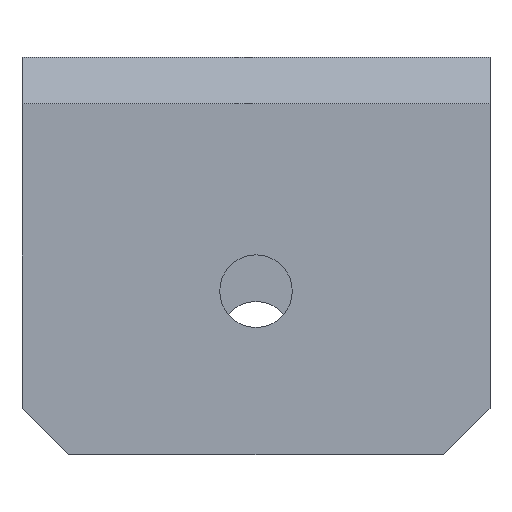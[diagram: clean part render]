
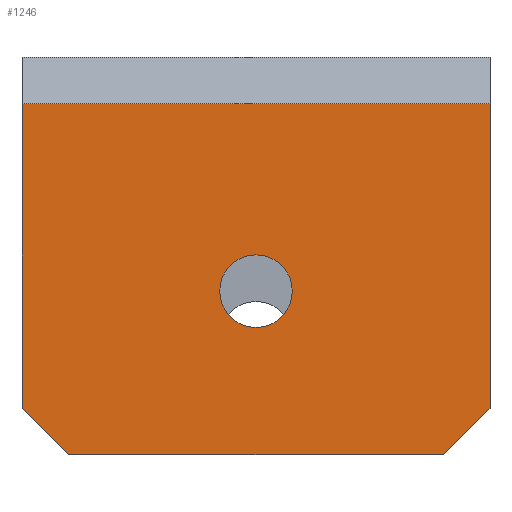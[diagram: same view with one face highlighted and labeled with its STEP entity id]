
A CAD part, front view. The second image highlights one B-rep face of the part: STEP entity #1246.
In plain terms, the highlighted planar face has unit normal (0, -1, 0).
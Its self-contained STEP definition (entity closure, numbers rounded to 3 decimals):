
#44 = PLANE('',#45);
#45 = AXIS2_PLACEMENT_3D('',#46,#47,#48);
#46 = CARTESIAN_POINT('',(-10.,-27.,0.));
#47 = DIRECTION('',(-1.,0.,0.));
#48 = DIRECTION('',(0.,1.,0.));
#100 = PLANE('',#101);
#101 = AXIS2_PLACEMENT_3D('',#102,#103,#104);
#102 = CARTESIAN_POINT('',(10.,27.,0.));
#103 = DIRECTION('',(1.,0.,0.));
#104 = DIRECTION('',(0.,-1.,0.));
#263 = VERTEX_POINT('',#264);
#264 = CARTESIAN_POINT('',(-10.,-27.,2.));
#278 = PLANE('',#279);
#279 = AXIS2_PLACEMENT_3D('',#280,#281,#282);
#280 = CARTESIAN_POINT('',(-9.,-27.,1.));
#281 = DIRECTION('',(0.707,0.,0.707));
#282 = DIRECTION('',(-0.,-1.,-0.));
#290 = EDGE_CURVE('',#263,#291,#293,.T.);
#291 = VERTEX_POINT('',#292);
#292 = CARTESIAN_POINT('',(-10.,-27.,15.));
#293 = SURFACE_CURVE('',#294,(#298,#305),.PCURVE_S1.);
#294 = LINE('',#295,#296);
#295 = CARTESIAN_POINT('',(-10.,-27.,0.));
#296 = VECTOR('',#297,1.);
#297 = DIRECTION('',(0.,0.,1.));
#298 = PCURVE('',#44,#299);
#299 = DEFINITIONAL_REPRESENTATION('',(#300),#304);
#300 = LINE('',#301,#302);
#301 = CARTESIAN_POINT('',(0.,0.));
#302 = VECTOR('',#303,1.);
#303 = DIRECTION('',(0.,-1.));
#304 = ( GEOMETRIC_REPRESENTATION_CONTEXT(2) 
PARAMETRIC_REPRESENTATION_CONTEXT() REPRESENTATION_CONTEXT('2D SPACE',''
  ) );
#305 = PCURVE('',#306,#311);
#306 = PLANE('',#307);
#307 = AXIS2_PLACEMENT_3D('',#308,#309,#310);
#308 = CARTESIAN_POINT('',(10.,-27.,0.));
#309 = DIRECTION('',(0.,-1.,0.));
#310 = DIRECTION('',(-1.,0.,0.));
#311 = DEFINITIONAL_REPRESENTATION('',(#312),#316);
#312 = LINE('',#313,#314);
#313 = CARTESIAN_POINT('',(20.,0.));
#314 = VECTOR('',#315,1.);
#315 = DIRECTION('',(0.,-1.));
#316 = ( GEOMETRIC_REPRESENTATION_CONTEXT(2) 
PARAMETRIC_REPRESENTATION_CONTEXT() REPRESENTATION_CONTEXT('2D SPACE',''
  ) );
#334 = PLANE('',#335);
#335 = AXIS2_PLACEMENT_3D('',#336,#337,#338);
#336 = CARTESIAN_POINT('',(10.,-26.,16.));
#337 = DIRECTION('',(0.,-0.707,0.707));
#338 = DIRECTION('',(-1.,0.,0.));
#809 = VERTEX_POINT('',#810);
#810 = CARTESIAN_POINT('',(10.,-27.,15.));
#831 = EDGE_CURVE('',#832,#809,#834,.T.);
#832 = VERTEX_POINT('',#833);
#833 = CARTESIAN_POINT('',(10.,-27.,2.));
#834 = SURFACE_CURVE('',#835,(#839,#846),.PCURVE_S1.);
#835 = LINE('',#836,#837);
#836 = CARTESIAN_POINT('',(10.,-27.,0.));
#837 = VECTOR('',#838,1.);
#838 = DIRECTION('',(0.,0.,1.));
#839 = PCURVE('',#100,#840);
#840 = DEFINITIONAL_REPRESENTATION('',(#841),#845);
#841 = LINE('',#842,#843);
#842 = CARTESIAN_POINT('',(54.,0.));
#843 = VECTOR('',#844,1.);
#844 = DIRECTION('',(0.,-1.));
#845 = ( GEOMETRIC_REPRESENTATION_CONTEXT(2) 
PARAMETRIC_REPRESENTATION_CONTEXT() REPRESENTATION_CONTEXT('2D SPACE',''
  ) );
#846 = PCURVE('',#306,#847);
#847 = DEFINITIONAL_REPRESENTATION('',(#848),#852);
#848 = LINE('',#849,#850);
#849 = CARTESIAN_POINT('',(0.,-0.));
#850 = VECTOR('',#851,1.);
#851 = DIRECTION('',(0.,-1.));
#852 = ( GEOMETRIC_REPRESENTATION_CONTEXT(2) 
PARAMETRIC_REPRESENTATION_CONTEXT() REPRESENTATION_CONTEXT('2D SPACE',''
  ) );
#870 = PLANE('',#871);
#871 = AXIS2_PLACEMENT_3D('',#872,#873,#874);
#872 = CARTESIAN_POINT('',(9.,-20.25,1.));
#873 = DIRECTION('',(-0.707,0.,0.707));
#874 = DIRECTION('',(-0.,1.,-0.));
#1068 = PLANE('',#1069);
#1069 = AXIS2_PLACEMENT_3D('',#1070,#1071,#1072);
#1070 = CARTESIAN_POINT('',(0.,0.,0.));
#1071 = DIRECTION('',(0.,0.,1.));
#1072 = DIRECTION('',(1.,0.,0.));
#1139 = EDGE_CURVE('',#263,#1140,#1142,.T.);
#1140 = VERTEX_POINT('',#1141);
#1141 = CARTESIAN_POINT('',(-8.,-27.,0.));
#1142 = SURFACE_CURVE('',#1143,(#1147,#1154),.PCURVE_S1.);
#1143 = LINE('',#1144,#1145);
#1144 = CARTESIAN_POINT('',(-4.,-27.,-4.));
#1145 = VECTOR('',#1146,1.);
#1146 = DIRECTION('',(0.707,0.,-0.707));
#1147 = PCURVE('',#278,#1148);
#1148 = DEFINITIONAL_REPRESENTATION('',(#1149),#1153);
#1149 = LINE('',#1150,#1151);
#1150 = CARTESIAN_POINT('',(-0.,7.071));
#1151 = VECTOR('',#1152,1.);
#1152 = DIRECTION('',(-0.,1.));
#1153 = ( GEOMETRIC_REPRESENTATION_CONTEXT(2) 
PARAMETRIC_REPRESENTATION_CONTEXT() REPRESENTATION_CONTEXT('2D SPACE',''
  ) );
#1154 = PCURVE('',#306,#1155);
#1155 = DEFINITIONAL_REPRESENTATION('',(#1156),#1160);
#1156 = LINE('',#1157,#1158);
#1157 = CARTESIAN_POINT('',(14.,4.));
#1158 = VECTOR('',#1159,1.);
#1159 = DIRECTION('',(-0.707,0.707));
#1160 = ( GEOMETRIC_REPRESENTATION_CONTEXT(2) 
PARAMETRIC_REPRESENTATION_CONTEXT() REPRESENTATION_CONTEXT('2D SPACE',''
  ) );
#1246 = ADVANCED_FACE('',(#1247,#1317),#306,.T.);
#1247 = FACE_BOUND('',#1248,.T.);
#1248 = EDGE_LOOP('',(#1249,#1250,#1271,#1272,#1273,#1296));
#1249 = ORIENTED_EDGE('',*,*,#831,.T.);
#1250 = ORIENTED_EDGE('',*,*,#1251,.T.);
#1251 = EDGE_CURVE('',#809,#291,#1252,.T.);
#1252 = SURFACE_CURVE('',#1253,(#1257,#1264),.PCURVE_S1.);
#1253 = LINE('',#1254,#1255);
#1254 = CARTESIAN_POINT('',(10.,-27.,15.));
#1255 = VECTOR('',#1256,1.);
#1256 = DIRECTION('',(-1.,0.,0.));
#1257 = PCURVE('',#306,#1258);
#1258 = DEFINITIONAL_REPRESENTATION('',(#1259),#1263);
#1259 = LINE('',#1260,#1261);
#1260 = CARTESIAN_POINT('',(0.,-15.));
#1261 = VECTOR('',#1262,1.);
#1262 = DIRECTION('',(1.,0.));
#1263 = ( GEOMETRIC_REPRESENTATION_CONTEXT(2) 
PARAMETRIC_REPRESENTATION_CONTEXT() REPRESENTATION_CONTEXT('2D SPACE',''
  ) );
#1264 = PCURVE('',#334,#1265);
#1265 = DEFINITIONAL_REPRESENTATION('',(#1266),#1270);
#1266 = LINE('',#1267,#1268);
#1267 = CARTESIAN_POINT('',(-0.,1.414));
#1268 = VECTOR('',#1269,1.);
#1269 = DIRECTION('',(1.,0.));
#1270 = ( GEOMETRIC_REPRESENTATION_CONTEXT(2) 
PARAMETRIC_REPRESENTATION_CONTEXT() REPRESENTATION_CONTEXT('2D SPACE',''
  ) );
#1271 = ORIENTED_EDGE('',*,*,#290,.F.);
#1272 = ORIENTED_EDGE('',*,*,#1139,.T.);
#1273 = ORIENTED_EDGE('',*,*,#1274,.F.);
#1274 = EDGE_CURVE('',#1275,#1140,#1277,.T.);
#1275 = VERTEX_POINT('',#1276);
#1276 = CARTESIAN_POINT('',(8.,-27.,0.));
#1277 = SURFACE_CURVE('',#1278,(#1282,#1289),.PCURVE_S1.);
#1278 = LINE('',#1279,#1280);
#1279 = CARTESIAN_POINT('',(10.,-27.,0.));
#1280 = VECTOR('',#1281,1.);
#1281 = DIRECTION('',(-1.,0.,0.));
#1282 = PCURVE('',#306,#1283);
#1283 = DEFINITIONAL_REPRESENTATION('',(#1284),#1288);
#1284 = LINE('',#1285,#1286);
#1285 = CARTESIAN_POINT('',(0.,-0.));
#1286 = VECTOR('',#1287,1.);
#1287 = DIRECTION('',(1.,0.));
#1288 = ( GEOMETRIC_REPRESENTATION_CONTEXT(2) 
PARAMETRIC_REPRESENTATION_CONTEXT() REPRESENTATION_CONTEXT('2D SPACE',''
  ) );
#1289 = PCURVE('',#1068,#1290);
#1290 = DEFINITIONAL_REPRESENTATION('',(#1291),#1295);
#1291 = LINE('',#1292,#1293);
#1292 = CARTESIAN_POINT('',(10.,-27.));
#1293 = VECTOR('',#1294,1.);
#1294 = DIRECTION('',(-1.,0.));
#1295 = ( GEOMETRIC_REPRESENTATION_CONTEXT(2) 
PARAMETRIC_REPRESENTATION_CONTEXT() REPRESENTATION_CONTEXT('2D SPACE',''
  ) );
#1296 = ORIENTED_EDGE('',*,*,#1297,.F.);
#1297 = EDGE_CURVE('',#832,#1275,#1298,.T.);
#1298 = SURFACE_CURVE('',#1299,(#1303,#1310),.PCURVE_S1.);
#1299 = LINE('',#1300,#1301);
#1300 = CARTESIAN_POINT('',(9.,-27.,1.));
#1301 = VECTOR('',#1302,1.);
#1302 = DIRECTION('',(-0.707,-0.,-0.707));
#1303 = PCURVE('',#306,#1304);
#1304 = DEFINITIONAL_REPRESENTATION('',(#1305),#1309);
#1305 = LINE('',#1306,#1307);
#1306 = CARTESIAN_POINT('',(1.,-1.));
#1307 = VECTOR('',#1308,1.);
#1308 = DIRECTION('',(0.707,0.707));
#1309 = ( GEOMETRIC_REPRESENTATION_CONTEXT(2) 
PARAMETRIC_REPRESENTATION_CONTEXT() REPRESENTATION_CONTEXT('2D SPACE',''
  ) );
#1310 = PCURVE('',#870,#1311);
#1311 = DEFINITIONAL_REPRESENTATION('',(#1312),#1316);
#1312 = LINE('',#1313,#1314);
#1313 = CARTESIAN_POINT('',(-6.75,0.));
#1314 = VECTOR('',#1315,1.);
#1315 = DIRECTION('',(-0.,1.));
#1316 = ( GEOMETRIC_REPRESENTATION_CONTEXT(2) 
PARAMETRIC_REPRESENTATION_CONTEXT() REPRESENTATION_CONTEXT('2D SPACE',''
  ) );
#1317 = FACE_BOUND('',#1318,.T.);
#1318 = EDGE_LOOP('',(#1319));
#1319 = ORIENTED_EDGE('',*,*,#1320,.T.);
#1320 = EDGE_CURVE('',#1321,#1321,#1323,.T.);
#1321 = VERTEX_POINT('',#1322);
#1322 = CARTESIAN_POINT('',(1.55,-27.,7.));
#1323 = SURFACE_CURVE('',#1324,(#1329,#1340),.PCURVE_S1.);
#1324 = CIRCLE('',#1325,1.55);
#1325 = AXIS2_PLACEMENT_3D('',#1326,#1327,#1328);
#1326 = CARTESIAN_POINT('',(0.,-27.,7.));
#1327 = DIRECTION('',(-0.,1.,0.));
#1328 = DIRECTION('',(1.,0.,0.));
#1329 = PCURVE('',#306,#1330);
#1330 = DEFINITIONAL_REPRESENTATION('',(#1331),#1339);
#1331 = ( BOUNDED_CURVE() B_SPLINE_CURVE(2,(#1332,#1333,#1334,#1335,
#1336,#1337,#1338),.UNSPECIFIED.,.T.,.F.) B_SPLINE_CURVE_WITH_KNOTS((1,2
    ,2,2,2,1),(-2.094,0.,2.094,4.189,
6.283,8.378),.UNSPECIFIED.) CURVE() 
GEOMETRIC_REPRESENTATION_ITEM() RATIONAL_B_SPLINE_CURVE((1.,0.5,1.,0.5,
1.,0.5,1.)) REPRESENTATION_ITEM('') );
#1332 = CARTESIAN_POINT('',(8.45,-7.));
#1333 = CARTESIAN_POINT('',(8.45,-4.315));
#1334 = CARTESIAN_POINT('',(10.775,-5.658));
#1335 = CARTESIAN_POINT('',(13.1,-7.));
#1336 = CARTESIAN_POINT('',(10.775,-8.342));
#1337 = CARTESIAN_POINT('',(8.45,-9.685));
#1338 = CARTESIAN_POINT('',(8.45,-7.));
#1339 = ( GEOMETRIC_REPRESENTATION_CONTEXT(2) 
PARAMETRIC_REPRESENTATION_CONTEXT() REPRESENTATION_CONTEXT('2D SPACE',''
  ) );
#1340 = PCURVE('',#1341,#1346);
#1341 = CYLINDRICAL_SURFACE('',#1342,1.55);
#1342 = AXIS2_PLACEMENT_3D('',#1343,#1344,#1345);
#1343 = CARTESIAN_POINT('',(0.,0.,7.));
#1344 = DIRECTION('',(0.,1.,0.));
#1345 = DIRECTION('',(1.,0.,0.));
#1346 = DEFINITIONAL_REPRESENTATION('',(#1347),#1351);
#1347 = LINE('',#1348,#1349);
#1348 = CARTESIAN_POINT('',(-6.283,-27.));
#1349 = VECTOR('',#1350,1.);
#1350 = DIRECTION('',(1.,-0.));
#1351 = ( GEOMETRIC_REPRESENTATION_CONTEXT(2) 
PARAMETRIC_REPRESENTATION_CONTEXT() REPRESENTATION_CONTEXT('2D SPACE',''
  ) );
